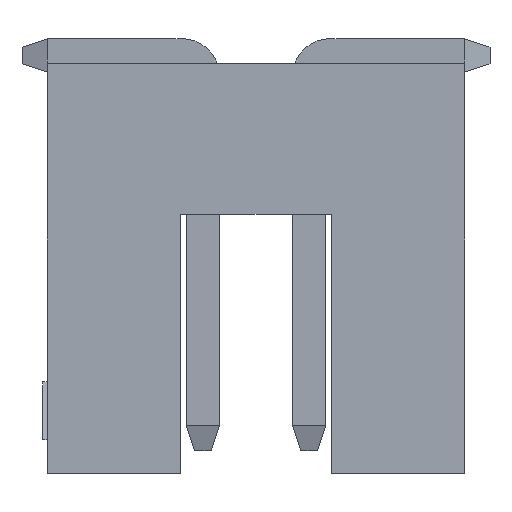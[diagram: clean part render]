
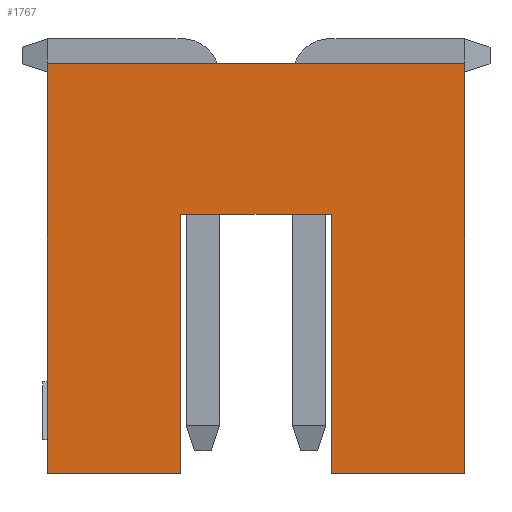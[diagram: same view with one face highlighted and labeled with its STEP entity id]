
A CAD part, front view. The second image highlights one B-rep face of the part: STEP entity #1767.
In plain terms, the highlighted planar face has unit normal (0, -1, 0).
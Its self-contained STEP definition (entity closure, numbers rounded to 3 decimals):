
#86 = ORIENTED_EDGE ( 'NONE', *, *, #1851, .F. ) ;
#220 = VECTOR ( 'NONE', #402, 1000. ) ;
#247 = LINE ( 'NONE', #1693, #843 ) ;
#254 = EDGE_CURVE ( 'NONE', #3614, #2244, #4451, .T. ) ;
#311 = CARTESIAN_POINT ( 'NONE',  ( 2.5, -6.35, 2.45 ) ) ;
#320 = DIRECTION ( 'NONE',  ( 1., 0., 0. ) ) ;
#324 = LINE ( 'NONE', #3171, #3248 ) ;
#402 = DIRECTION ( 'NONE',  ( 1., 0., 0. ) ) ;
#416 = DIRECTION ( 'NONE',  ( 0., 0., 1. ) ) ;
#431 = CARTESIAN_POINT ( 'NONE',  ( 2.5, -6.35, 2.45 ) ) ;
#448 = ORIENTED_EDGE ( 'NONE', *, *, #1627, .F. ) ;
#503 = VERTEX_POINT ( 'NONE', #2885 ) ;
#599 = ORIENTED_EDGE ( 'NONE', *, *, #254, .F. ) ;
#675 = DIRECTION ( 'NONE',  ( 0., 1., 0. ) ) ;
#723 = DIRECTION ( 'NONE',  ( 0., 0., 1. ) ) ;
#750 = EDGE_CURVE ( 'NONE', #503, #1765, #324, .T. ) ;
#770 = ORIENTED_EDGE ( 'NONE', *, *, #1973, .F. ) ;
#843 = VECTOR ( 'NONE', #2698, 1000. ) ;
#858 = CARTESIAN_POINT ( 'NONE',  ( -0.9, -6.35, -2.45 ) ) ;
#878 = CARTESIAN_POINT ( 'NONE',  ( 0.9, -6.35, -2.45 ) ) ;
#911 = LINE ( 'NONE', #2550, #4596 ) ;
#1015 = CARTESIAN_POINT ( 'NONE',  ( -0.9, -6.35, 0.65 ) ) ;
#1247 = DIRECTION ( 'NONE',  ( -1., 0., 0. ) ) ;
#1369 = CARTESIAN_POINT ( 'NONE',  ( -2.5, -6.35, 2.45 ) ) ;
#1417 = LINE ( 'NONE', #311, #3699 ) ;
#1627 = EDGE_CURVE ( 'NONE', #2985, #3614, #1417, .T. ) ;
#1684 = CARTESIAN_POINT ( 'NONE',  ( -2.5, -6.35, -2.45 ) ) ;
#1693 = CARTESIAN_POINT ( 'NONE',  ( -2.5, -6.35, 2.45 ) ) ;
#1765 = VERTEX_POINT ( 'NONE', #2123 ) ;
#1767 = ADVANCED_FACE ( 'NONE', ( #4679 ), #2145, .F. ) ;
#1851 = EDGE_CURVE ( 'NONE', #3056, #3796, #911, .T. ) ;
#1946 = DIRECTION ( 'NONE',  ( -1., 0., 0. ) ) ;
#1973 = EDGE_CURVE ( 'NONE', #2244, #2365, #3716, .T. ) ;
#2094 = VECTOR ( 'NONE', #416, 1000. ) ;
#2123 = CARTESIAN_POINT ( 'NONE',  ( -0.9, -6.35, 0.65 ) ) ;
#2145 = PLANE ( 'NONE',  #3538 ) ;
#2227 = CARTESIAN_POINT ( 'NONE',  ( 2.5, -6.35, -2.45 ) ) ;
#2244 = VERTEX_POINT ( 'NONE', #878 ) ;
#2265 = EDGE_CURVE ( 'NONE', #503, #3056, #3375, .T. ) ;
#2365 = VERTEX_POINT ( 'NONE', #2393 ) ;
#2393 = CARTESIAN_POINT ( 'NONE',  ( 0.9, -6.35, 0.65 ) ) ;
#2439 = ORIENTED_EDGE ( 'NONE', *, *, #4669, .F. ) ;
#2504 = EDGE_CURVE ( 'NONE', #1765, #2365, #3202, .T. ) ;
#2550 = CARTESIAN_POINT ( 'NONE',  ( -2.5, -6.35, -2.45 ) ) ;
#2582 = ORIENTED_EDGE ( 'NONE', *, *, #750, .T. ) ;
#2698 = DIRECTION ( 'NONE',  ( 1., 0., 0. ) ) ;
#2802 = ORIENTED_EDGE ( 'NONE', *, *, #2504, .T. ) ;
#2885 = CARTESIAN_POINT ( 'NONE',  ( -0.9, -6.35, -2.45 ) ) ;
#2985 = VERTEX_POINT ( 'NONE', #431 ) ;
#3056 = VERTEX_POINT ( 'NONE', #1684 ) ;
#3167 = CARTESIAN_POINT ( 'NONE',  ( 0., -6.35, 0. ) ) ;
#3171 = CARTESIAN_POINT ( 'NONE',  ( -0.9, -6.35, -2.45 ) ) ;
#3202 = LINE ( 'NONE', #1015, #220 ) ;
#3248 = VECTOR ( 'NONE', #723, 1000. ) ;
#3263 = DIRECTION ( 'NONE',  ( 0., 0., 1. ) ) ;
#3361 = CARTESIAN_POINT ( 'NONE',  ( 0.9, -6.35, -2.45 ) ) ;
#3375 = LINE ( 'NONE', #858, #4240 ) ;
#3394 = ORIENTED_EDGE ( 'NONE', *, *, #2265, .F. ) ;
#3538 = AXIS2_PLACEMENT_3D ( 'NONE', #3167, #675, #320 ) ;
#3614 = VERTEX_POINT ( 'NONE', #3653 ) ;
#3653 = CARTESIAN_POINT ( 'NONE',  ( 2.5, -6.35, -2.45 ) ) ;
#3699 = VECTOR ( 'NONE', #4322, 1000. ) ;
#3716 = LINE ( 'NONE', #3361, #2094 ) ;
#3796 = VERTEX_POINT ( 'NONE', #1369 ) ;
#3876 = VECTOR ( 'NONE', #1247, 1000. ) ;
#4240 = VECTOR ( 'NONE', #1946, 1000. ) ;
#4322 = DIRECTION ( 'NONE',  ( 0., 0., -1. ) ) ;
#4451 = LINE ( 'NONE', #2227, #3876 ) ;
#4596 = VECTOR ( 'NONE', #3263, 1000. ) ;
#4667 = EDGE_LOOP ( 'NONE', ( #770, #599, #448, #2439, #86, #3394, #2582, #2802 ) ) ;
#4669 = EDGE_CURVE ( 'NONE', #3796, #2985, #247, .T. ) ;
#4679 = FACE_OUTER_BOUND ( 'NONE', #4667, .T. ) ;
